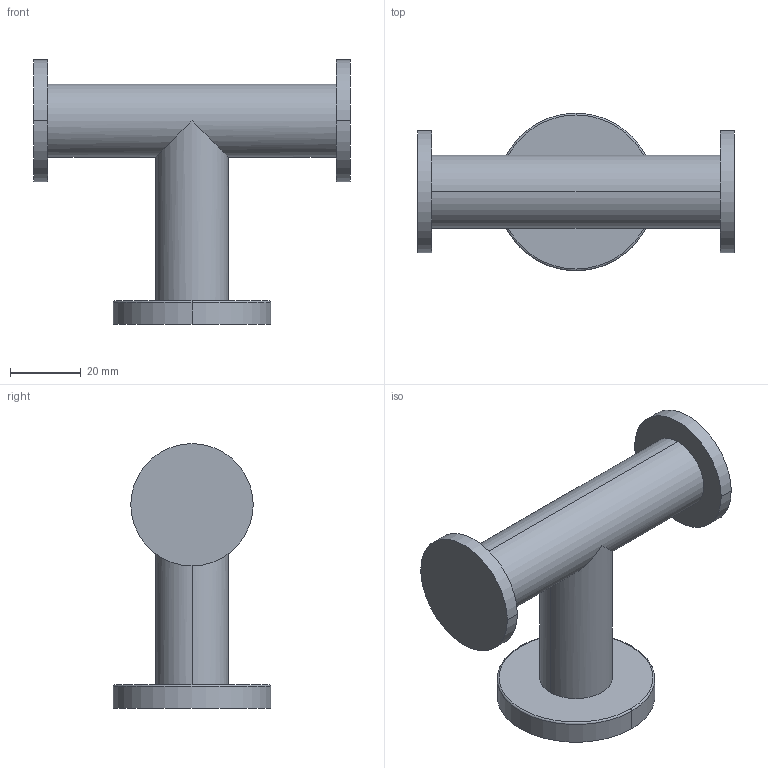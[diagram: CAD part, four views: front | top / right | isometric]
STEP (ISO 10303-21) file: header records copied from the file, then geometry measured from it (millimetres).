
FILE_DESCRIPTION((''),'2;1');
FILE_NAME('36-13','2021-10-28T10:22:45',('jinson.thomas'),(''),'CREO PARAMETRIC BY PTC INC, 2018400','CREO PARAMETRIC BY PTC INC, 2018400','');
FILE_SCHEMA(('CONFIG_CONTROL_DESIGN'));
Length unit declared in the file: inch
Products named in the file (1): 36-13
Bounding box: 89.28 x 44.45 x 74.65 mm (x, y, z)
Volume: 58726.1 mm3; surface area: 15294.7 mm2
Topology: 1 solids, 1 shells, 18 faces, 37 edges, 24 vertices
Faces by surface type: cylinder 10, plane 6, torus 2
Entity records: 575 total; most frequent: CARTESIAN_POINT 135, DIRECTION 91, ORIENTED_EDGE 74, AXIS2_PLACEMENT_3D 40, EDGE_CURVE 37, VERTEX_POINT 24, CIRCLE 22, EDGE_LOOP 21
